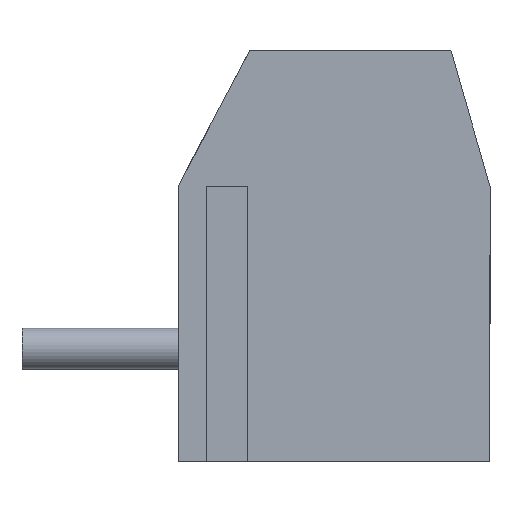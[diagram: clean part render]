
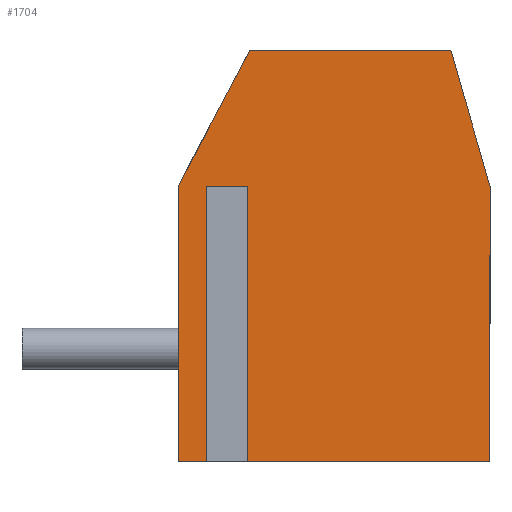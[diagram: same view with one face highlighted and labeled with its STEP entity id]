
A CAD part, left-side view. The second image highlights one B-rep face of the part: STEP entity #1704.
In plain terms, the highlighted planar face has unit normal (-1, 0, 0).
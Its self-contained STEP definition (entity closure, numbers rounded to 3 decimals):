
#26 = CARTESIAN_POINT ( 'NONE',  ( -2.5, -3.4, 0. ) ) ;
#174 = EDGE_CURVE ( 'NONE', #2741, #1513, #3778, .T. ) ;
#245 = LINE ( 'NONE', #3311, #2836 ) ;
#277 = ORIENTED_EDGE ( 'NONE', *, *, #954, .F. ) ;
#321 = VERTEX_POINT ( 'NONE', #4138 ) ;
#449 = EDGE_CURVE ( 'NONE', #1513, #584, #1909, .T. ) ;
#536 = DIRECTION ( 'NONE',  ( 1., 0., 0. ) ) ;
#584 = VERTEX_POINT ( 'NONE', #2455 ) ;
#676 = DIRECTION ( 'NONE',  ( 0., 0., 1. ) ) ;
#707 = VECTOR ( 'NONE', #3541, 1000. ) ;
#715 = LINE ( 'NONE', #2111, #1452 ) ;
#763 = ORIENTED_EDGE ( 'NONE', *, *, #3277, .F. ) ;
#772 = EDGE_CURVE ( 'NONE', #321, #3222, #1983, .T. ) ;
#849 = LINE ( 'NONE', #3307, #2336 ) ;
#898 = DIRECTION ( 'NONE',  ( 0., -0.277, -0.961 ) ) ;
#954 = EDGE_CURVE ( 'NONE', #3887, #3935, #2498, .T. ) ;
#969 = CARTESIAN_POINT ( 'NONE',  ( -2.5, 2.675, 4.649 ) ) ;
#1187 = DIRECTION ( 'NONE',  ( 0., 1., 0. ) ) ;
#1213 = DIRECTION ( 'NONE',  ( 0., -1., 0. ) ) ;
#1272 = PLANE ( 'NONE',  #1953 ) ;
#1312 = DIRECTION ( 'NONE',  ( 0., 1., 0. ) ) ;
#1345 = CARTESIAN_POINT ( 'NONE',  ( -2.5, 0.326, 4.649 ) ) ;
#1373 = CARTESIAN_POINT ( 'NONE',  ( -2.5, 0.326, 0. ) ) ;
#1395 = CARTESIAN_POINT ( 'NONE',  ( -2.5, -3.4, 6.7 ) ) ;
#1452 = VECTOR ( 'NONE', #3176, 1000. ) ;
#1513 = VERTEX_POINT ( 'NONE', #4087 ) ;
#1537 = EDGE_LOOP ( 'NONE', ( #3732, #1626, #4055, #763, #3557, #4263, #277, #3913, #2969, #4378 ) ) ;
#1540 = CARTESIAN_POINT ( 'NONE',  ( -2.5, 2.675, 0. ) ) ;
#1579 = CARTESIAN_POINT ( 'NONE',  ( -2.5, -2.45, 10. ) ) ;
#1604 = LINE ( 'NONE', #1579, #4011 ) ;
#1626 = ORIENTED_EDGE ( 'NONE', *, *, #1854, .F. ) ;
#1670 = CARTESIAN_POINT ( 'NONE',  ( -2.5, 3.325, 4.649 ) ) ;
#1704 = ADVANCED_FACE ( 'NONE', ( #1929 ), #1272, .F. ) ;
#1782 = CARTESIAN_POINT ( 'NONE',  ( -2.5, 4.2, 0. ) ) ;
#1854 = EDGE_CURVE ( 'NONE', #2462, #4226, #715, .T. ) ;
#1862 = CARTESIAN_POINT ( 'NONE',  ( -2.5, 0.326, 6.7 ) ) ;
#1866 = VECTOR ( 'NONE', #3373, 1000. ) ;
#1891 = CARTESIAN_POINT ( 'NONE',  ( -2.5, -2.45, 10. ) ) ;
#1909 = LINE ( 'NONE', #1862, #3768 ) ;
#1929 = FACE_OUTER_BOUND ( 'NONE', #1537, .T. ) ;
#1953 = AXIS2_PLACEMENT_3D ( 'NONE', #1345, #536, #3046 ) ;
#1983 = LINE ( 'NONE', #2250, #1866 ) ;
#2031 = EDGE_CURVE ( 'NONE', #2948, #2462, #1604, .T. ) ;
#2035 = DIRECTION ( 'NONE',  ( 0., 0., -1. ) ) ;
#2087 = EDGE_CURVE ( 'NONE', #4226, #2741, #245, .T. ) ;
#2090 = CARTESIAN_POINT ( 'NONE',  ( -2.5, 2.45, 10. ) ) ;
#2111 = CARTESIAN_POINT ( 'NONE',  ( -2.5, -3.4, 4.649 ) ) ;
#2145 = EDGE_CURVE ( 'NONE', #3935, #321, #3443, .T. ) ;
#2250 = CARTESIAN_POINT ( 'NONE',  ( -2.5, 4.2, 6.7 ) ) ;
#2336 = VECTOR ( 'NONE', #1213, 1000. ) ;
#2373 = DIRECTION ( 'NONE',  ( 0., 0., 1. ) ) ;
#2455 = CARTESIAN_POINT ( 'NONE',  ( -2.5, 3.325, 6.7 ) ) ;
#2462 = VERTEX_POINT ( 'NONE', #1395 ) ;
#2498 = LINE ( 'NONE', #1373, #707 ) ;
#2553 = VECTOR ( 'NONE', #2035, 1000. ) ;
#2741 = VERTEX_POINT ( 'NONE', #1540 ) ;
#2811 = VECTOR ( 'NONE', #676, 1000. ) ;
#2836 = VECTOR ( 'NONE', #1312, 1000. ) ;
#2948 = VERTEX_POINT ( 'NONE', #1891 ) ;
#2969 = ORIENTED_EDGE ( 'NONE', *, *, #449, .F. ) ;
#3046 = DIRECTION ( 'NONE',  ( 0., 0., -1. ) ) ;
#3176 = DIRECTION ( 'NONE',  ( 0., 0., -1. ) ) ;
#3222 = VERTEX_POINT ( 'NONE', #2090 ) ;
#3277 = EDGE_CURVE ( 'NONE', #3222, #2948, #849, .T. ) ;
#3307 = CARTESIAN_POINT ( 'NONE',  ( -2.5, 0.326, 10. ) ) ;
#3311 = CARTESIAN_POINT ( 'NONE',  ( -2.5, 0.326, 0. ) ) ;
#3373 = DIRECTION ( 'NONE',  ( 0., -0.469, 0.883 ) ) ;
#3374 = EDGE_CURVE ( 'NONE', #584, #3887, #4499, .T. ) ;
#3443 = LINE ( 'NONE', #4187, #3940 ) ;
#3541 = DIRECTION ( 'NONE',  ( 0., 1., 0. ) ) ;
#3557 = ORIENTED_EDGE ( 'NONE', *, *, #772, .F. ) ;
#3732 = ORIENTED_EDGE ( 'NONE', *, *, #2087, .F. ) ;
#3768 = VECTOR ( 'NONE', #1187, 1000. ) ;
#3778 = LINE ( 'NONE', #969, #2811 ) ;
#3887 = VERTEX_POINT ( 'NONE', #4498 ) ;
#3913 = ORIENTED_EDGE ( 'NONE', *, *, #3374, .F. ) ;
#3935 = VERTEX_POINT ( 'NONE', #1782 ) ;
#3940 = VECTOR ( 'NONE', #2373, 1000. ) ;
#4011 = VECTOR ( 'NONE', #898, 1000. ) ;
#4055 = ORIENTED_EDGE ( 'NONE', *, *, #2031, .F. ) ;
#4087 = CARTESIAN_POINT ( 'NONE',  ( -2.5, 2.675, 6.7 ) ) ;
#4138 = CARTESIAN_POINT ( 'NONE',  ( -2.5, 4.2, 6.7 ) ) ;
#4187 = CARTESIAN_POINT ( 'NONE',  ( -2.5, 4.2, 4.649 ) ) ;
#4226 = VERTEX_POINT ( 'NONE', #26 ) ;
#4263 = ORIENTED_EDGE ( 'NONE', *, *, #2145, .F. ) ;
#4378 = ORIENTED_EDGE ( 'NONE', *, *, #174, .F. ) ;
#4498 = CARTESIAN_POINT ( 'NONE',  ( -2.5, 3.325, 0. ) ) ;
#4499 = LINE ( 'NONE', #1670, #2553 ) ;
